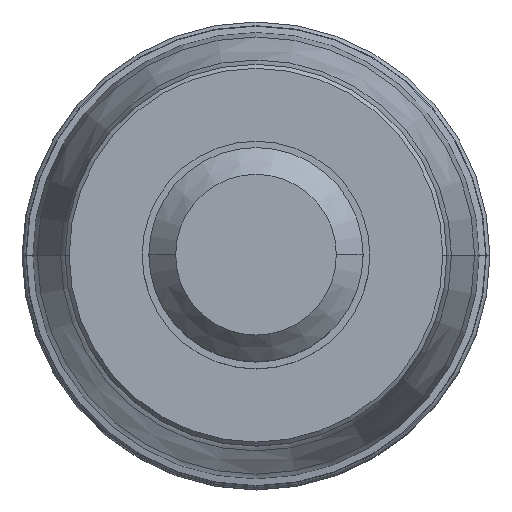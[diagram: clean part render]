
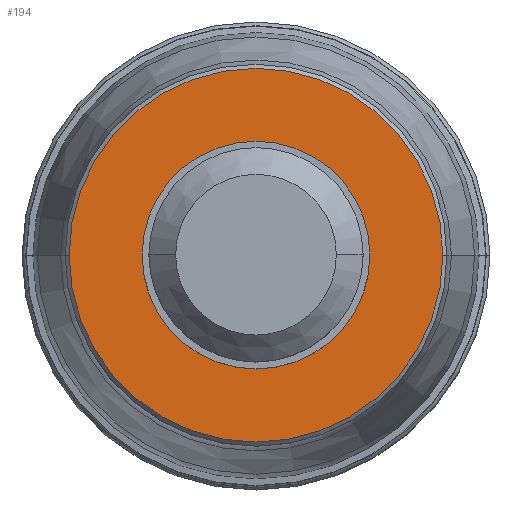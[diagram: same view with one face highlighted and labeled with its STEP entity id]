
A CAD part, top view. The second image highlights one B-rep face of the part: STEP entity #194.
In plain terms, the highlighted planar face has unit normal (0, 0, 1).
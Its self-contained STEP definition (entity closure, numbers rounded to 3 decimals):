
#28=PLANE('',#1617);
#33=FACE_BOUND('',#379,.T.);
#34=FACE_BOUND('',#380,.T.);
#194=ADVANCED_FACE('',(#33,#34),#28,.F.);
#379=EDGE_LOOP('',(#639,#640,#641,#642));
#380=EDGE_LOOP('',(#643,#644));
#639=ORIENTED_EDGE('',*,*,#1023,.T.);
#640=ORIENTED_EDGE('',*,*,#1027,.T.);
#641=ORIENTED_EDGE('',*,*,#1026,.T.);
#642=ORIENTED_EDGE('',*,*,#1024,.T.);
#643=ORIENTED_EDGE('',*,*,#1028,.T.);
#644=ORIENTED_EDGE('',*,*,#1029,.T.);
#862=VERTEX_POINT('',#3332);
#863=VERTEX_POINT('',#3334);
#864=VERTEX_POINT('',#3336);
#865=VERTEX_POINT('',#3340);
#866=VERTEX_POINT('',#3344);
#867=VERTEX_POINT('',#3345);
#1023=EDGE_CURVE('',#863,#862,#1244,.T.);
#1024=EDGE_CURVE('',#864,#863,#1245,.T.);
#1026=EDGE_CURVE('',#865,#864,#1246,.T.);
#1027=EDGE_CURVE('',#862,#865,#1247,.T.);
#1028=EDGE_CURVE('',#866,#867,#1248,.T.);
#1029=EDGE_CURVE('',#867,#866,#1249,.T.);
#1244=CIRCLE('',#1609,13.95);
#1245=CIRCLE('',#1610,13.95);
#1246=CIRCLE('',#1612,13.95);
#1247=CIRCLE('',#1613,13.95);
#1248=CIRCLE('',#1615,8.5);
#1249=CIRCLE('',#1616,8.5);
#1609=AXIS2_PLACEMENT_3D('',#3333,#1972,#1973);
#1610=AXIS2_PLACEMENT_3D('',#3335,#1974,#1975);
#1612=AXIS2_PLACEMENT_3D('',#3339,#1979,#1980);
#1613=AXIS2_PLACEMENT_3D('',#3341,#1981,#1982);
#1615=AXIS2_PLACEMENT_3D('',#3343,#1985,#1986);
#1616=AXIS2_PLACEMENT_3D('',#3346,#1987,#1988);
#1617=AXIS2_PLACEMENT_3D('',#3347,#1989,#1990);
#1972=DIRECTION('',(0.,0.,1.));
#1973=DIRECTION('',(0.,1.,0.));
#1974=DIRECTION('',(0.,0.,1.));
#1975=DIRECTION('',(1.,0.,0.));
#1979=DIRECTION('',(0.,0.,1.));
#1980=DIRECTION('',(0.,-1.,0.));
#1981=DIRECTION('',(0.,0.,1.));
#1982=DIRECTION('',(-1.,0.,0.));
#1985=DIRECTION('',(0.,0.,-1.));
#1986=DIRECTION('',(-1.,0.,0.));
#1987=DIRECTION('',(0.,0.,-1.));
#1988=DIRECTION('',(1.,0.,0.));
#1989=DIRECTION('',(0.,0.,-1.));
#1990=DIRECTION('',(1.,0.,0.));
#3332=CARTESIAN_POINT('',(-13.95,0.,0.));
#3333=CARTESIAN_POINT('',(0.,0.,0.));
#3334=CARTESIAN_POINT('',(0.,13.95,0.));
#3335=CARTESIAN_POINT('',(0.,0.,0.));
#3336=CARTESIAN_POINT('',(13.95,0.,0.));
#3339=CARTESIAN_POINT('',(0.,0.,0.));
#3340=CARTESIAN_POINT('',(0.,-13.95,0.));
#3341=CARTESIAN_POINT('',(0.,0.,0.));
#3343=CARTESIAN_POINT('',(0.,0.,0.));
#3344=CARTESIAN_POINT('',(-8.5,0.,0.));
#3345=CARTESIAN_POINT('',(8.5,0.,0.));
#3346=CARTESIAN_POINT('',(0.,0.,0.));
#3347=CARTESIAN_POINT('',(0.,0.,0.));
